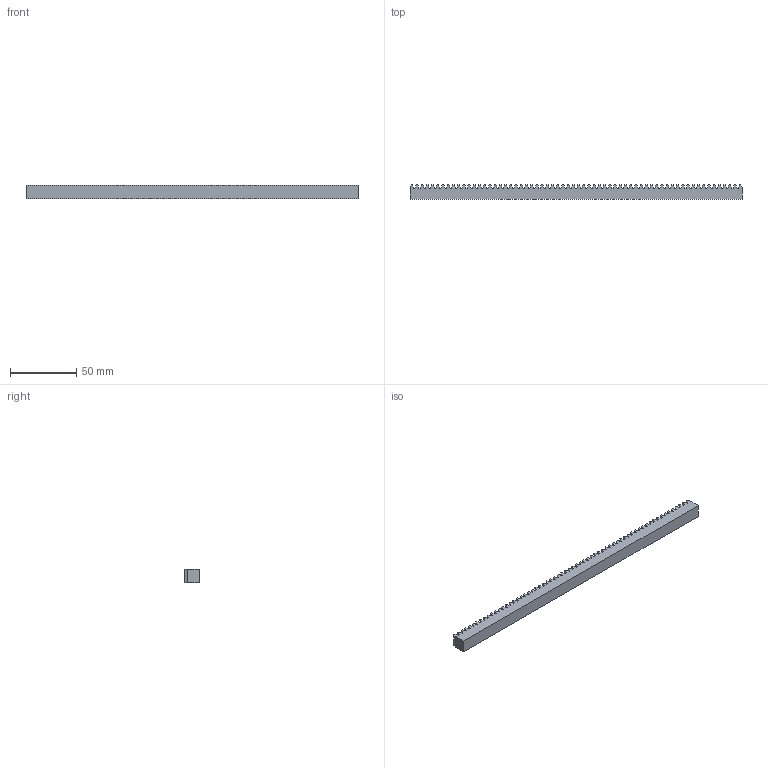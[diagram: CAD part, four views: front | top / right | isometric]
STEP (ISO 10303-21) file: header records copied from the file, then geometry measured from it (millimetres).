
FILE_DESCRIPTION(/* description */ ('STEP AP203'),/* implementation_level */ '2;1');
FILE_NAME(/* name */ '28460100',/* time_stamp */ '2024-05-23T13:26:50+02:00',/* author */ ('License CC BY-ND 4.0'),/* organization */ ('CADENAS'),/* preprocessor_version */ 'ST-DEVELOPER v19.3',/* originating_system */ 'PARTsolutions',/* authorisation */ ' ');
FILE_SCHEMA (('CONFIG_CONTROL_DESIGN'));
Length unit declared in the file: millimetre
Products named in the file (1): 28460100
Bounding box: 250 x 11 x 10 mm (x, y, z)
Volume: 24206.1 mm3; surface area: 12529.8 mm2
Topology: 1 solids, 1 shells, 260 faces, 774 edges, 516 vertices
Faces by surface type: plane 260
Entity records: 8568 total; most frequent: CARTESIAN_POINT 1551, ORIENTED_EDGE 1548, DIRECTION 1296, EDGE_CURVE 774, LINE 774, VECTOR 774, VERTEX_POINT 516, AXIS2_PLACEMENT_3D 261
